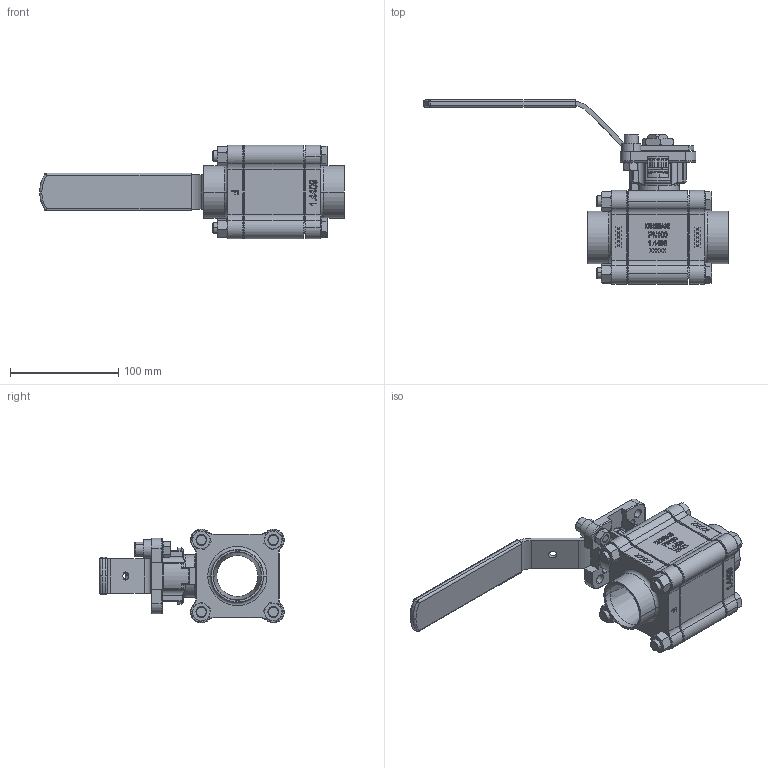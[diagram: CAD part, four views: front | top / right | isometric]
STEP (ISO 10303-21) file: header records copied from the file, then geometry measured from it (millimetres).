
FILE_DESCRIPTION (( 'STEP AP214' ), '1' );
FILE_NAME ('2717D.702R Typ A27D DN40 FB.STEP', '2019-07-19T07:34:01', ( '' ), ( '' ), 'SwSTEP 2.0', 'SolidWorks 2017', '' );
FILE_SCHEMA (( 'AUTOMOTIVE_DESIGN' ));
Length unit declared in the file: millimetre
Products named in the file (1): 2717D.702R Typ A27D DN40 FB
Bounding box: 281.45 x 170.24 x 86.47 mm (x, y, z)
Volume: 490250.7 mm3; surface area: 195111.1 mm2
Topology: 26 solids, 26 shells, 1460 faces, 3930 edges, 2572 vertices
Faces by surface type: plane 485, cylinder 404, bspline 225, cone 206, torus 140
Entity records: 75868 total; most frequent: CARTESIAN_POINT 24506, ORIENTED_EDGE 7740, DIRECTION 6640, EDGE_CURVE 3870, VERTEX_POINT 2572, AXIS2_PLACEMENT_3D 2481, VECTOR 1678, LINE 1678
